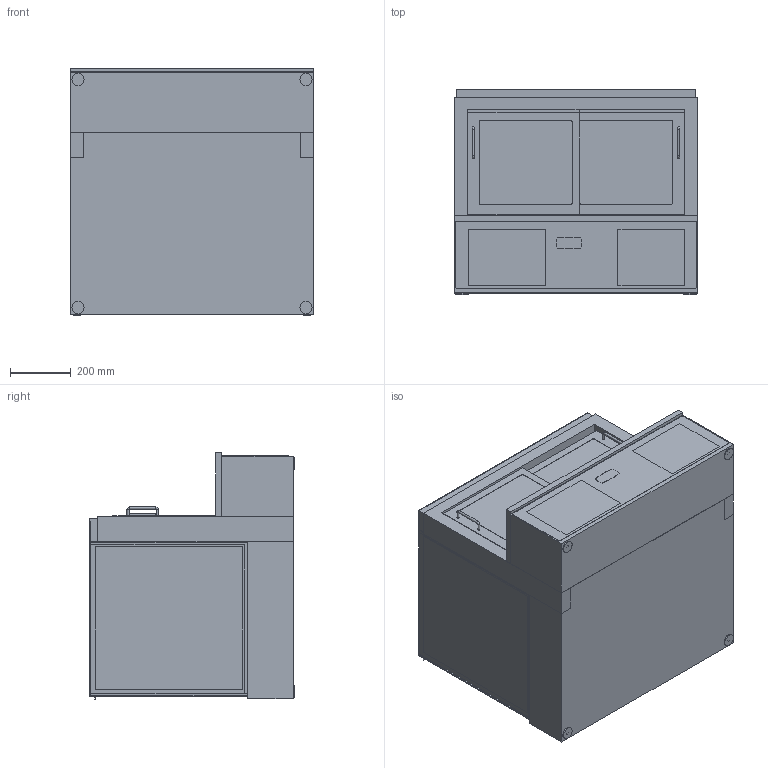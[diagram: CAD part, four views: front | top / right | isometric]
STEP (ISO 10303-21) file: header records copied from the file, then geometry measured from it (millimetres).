
FILE_DESCRIPTION(/* description */ ('Auftischvitrine: eigengekühlt'),/* implementation_level */ '2;1');
FILE_NAME(/* name */ '3D-AKE-00006038.stp',/* time_stamp */ '2024-06-05T10:29:49+02:00',/* author */ ('julian.lux'),/* organization */ (''),/* preprocessor_version */ 'ST-DEVELOPER v18.1',/* originating_system */ 'Autodesk Inventor 2020',/* authorisation */ '');
FILE_SCHEMA (('AUTOMOTIVE_DESIGN { 1 0 10303 214 3 1 1 }'));
Length unit declared in the file: millimetre
Products named in the file (1): 3D-AKE-00006038
Bounding box: 800 x 676.01 x 811 mm (x, y, z)
Volume: 118464156.4 mm3; surface area: 10271002.2 mm2
Topology: 45 solids, 45 shells, 440 faces, 1061 edges, 716 vertices
Faces by surface type: plane 370, cylinder 66, torus 4
Full cylindrical faces by diameter (mm): 8 x6, 10 x4, 40 x4
Entity records: 12780 total; most frequent: CARTESIAN_POINT 2218, ORIENTED_EDGE 2122, DIRECTION 2115, EDGE_CURVE 1061, LINE 889, VECTOR 889, VERTEX_POINT 716, AXIS2_PLACEMENT_3D 613
